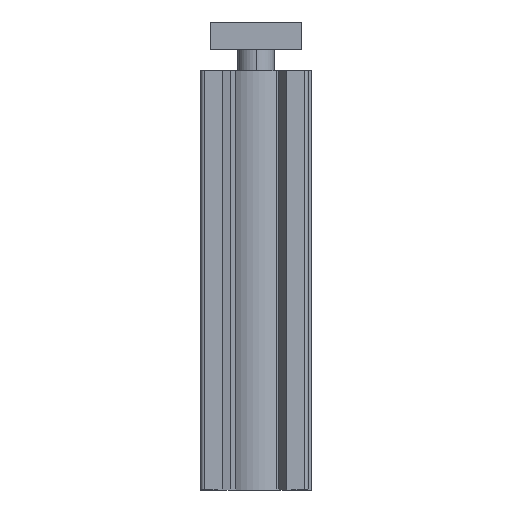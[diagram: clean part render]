
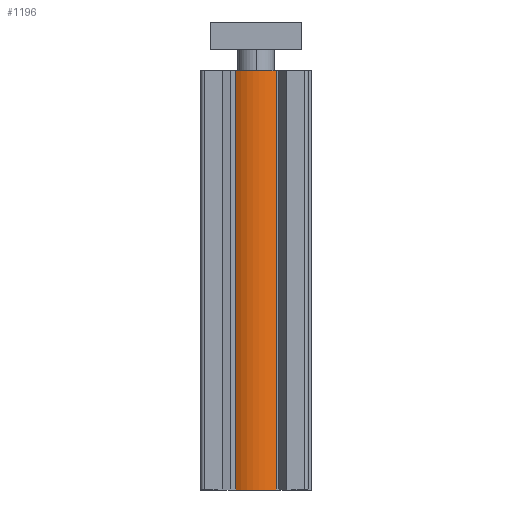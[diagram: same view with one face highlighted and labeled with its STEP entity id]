
A CAD part, left-side view. The second image highlights one B-rep face of the part: STEP entity #1196.
In plain terms, the highlighted cylindrical face has radius 12 mm (diameter 24 mm), a partial arc.
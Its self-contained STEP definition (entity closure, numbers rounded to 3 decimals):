
#112 = CARTESIAN_POINT ( 'NONE',  ( -27., 0., -68.5 ) ) ;
#218 = DIRECTION ( 'NONE',  ( 1., 0., 0. ) ) ;
#331 = CARTESIAN_POINT ( 'NONE',  ( -37., -6.633, -68.5 ) ) ;
#819 = DIRECTION ( 'NONE',  ( 1., 0., 0. ) ) ;
#1157 = DIRECTION ( 'NONE',  ( 0., 0., 1. ) ) ;
#1196 = ADVANCED_FACE ( 'NONE', ( #1420 ), #3233, .T. ) ;
#1420 = FACE_OUTER_BOUND ( 'NONE', #7462, .T. ) ;
#1746 = DIRECTION ( 'NONE',  ( 0., 0., 1. ) ) ;
#1796 = DIRECTION ( 'NONE',  ( 1., 0., 0. ) ) ;
#1823 = CARTESIAN_POINT ( 'NONE',  ( -37., 6.633, -68.5 ) ) ;
#2122 = CARTESIAN_POINT ( 'NONE',  ( -27., 0., -68.5 ) ) ;
#2511 = CIRCLE ( 'NONE', #3036, 12. ) ;
#2876 = CIRCLE ( 'NONE', #6317, 12. ) ;
#3036 = AXIS2_PLACEMENT_3D ( 'NONE', #112, #4906, #819 ) ;
#3157 = CARTESIAN_POINT ( 'NONE',  ( -37., 6.633, 68.5 ) ) ;
#3233 = CYLINDRICAL_SURFACE ( 'NONE', #3916, 12. ) ;
#3395 = EDGE_CURVE ( 'NONE', #4405, #6952, #2511, .T. ) ;
#3525 = VECTOR ( 'NONE', #1157, 1000. ) ;
#3916 = AXIS2_PLACEMENT_3D ( 'NONE', #2122, #1746, #1796 ) ;
#4004 = VERTEX_POINT ( 'NONE', #4894 ) ;
#4045 = ORIENTED_EDGE ( 'NONE', *, *, #3395, .F. ) ;
#4307 = DIRECTION ( 'NONE',  ( 0., 0., -1. ) ) ;
#4405 = VERTEX_POINT ( 'NONE', #331 ) ;
#4518 = ORIENTED_EDGE ( 'NONE', *, *, #7278, .T. ) ;
#4894 = CARTESIAN_POINT ( 'NONE',  ( -37., -6.633, 68.5 ) ) ;
#4906 = DIRECTION ( 'NONE',  ( 0., 0., -1. ) ) ;
#5435 = VECTOR ( 'NONE', #7792, 1000. ) ;
#5771 = CARTESIAN_POINT ( 'NONE',  ( -37., -6.633, -68.5 ) ) ;
#5872 = EDGE_CURVE ( 'NONE', #4405, #4004, #7211, .T. ) ;
#6317 = AXIS2_PLACEMENT_3D ( 'NONE', #8358, #4307, #218 ) ;
#6605 = VERTEX_POINT ( 'NONE', #3157 ) ;
#6630 = EDGE_CURVE ( 'NONE', #6952, #6605, #7160, .T. ) ;
#6952 = VERTEX_POINT ( 'NONE', #7312 ) ;
#6975 = ORIENTED_EDGE ( 'NONE', *, *, #6630, .F. ) ;
#7160 = LINE ( 'NONE', #1823, #3525 ) ;
#7211 = LINE ( 'NONE', #5771, #5435 ) ;
#7278 = EDGE_CURVE ( 'NONE', #4004, #6605, #2876, .T. ) ;
#7312 = CARTESIAN_POINT ( 'NONE',  ( -37., 6.633, -68.5 ) ) ;
#7462 = EDGE_LOOP ( 'NONE', ( #6975, #4045, #8738, #4518 ) ) ;
#7792 = DIRECTION ( 'NONE',  ( 0., 0., 1. ) ) ;
#8358 = CARTESIAN_POINT ( 'NONE',  ( -27., 0., 68.5 ) ) ;
#8738 = ORIENTED_EDGE ( 'NONE', *, *, #5872, .T. ) ;
